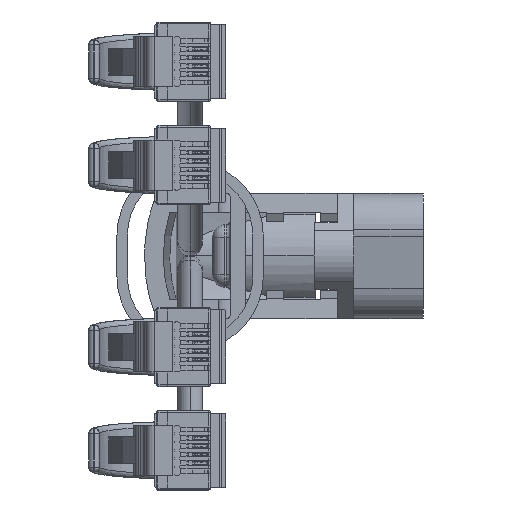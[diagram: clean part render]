
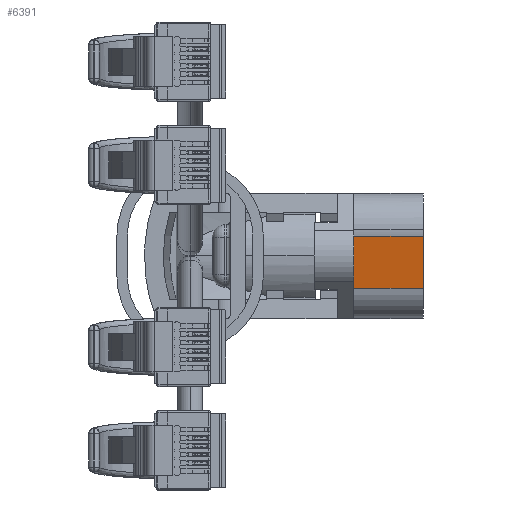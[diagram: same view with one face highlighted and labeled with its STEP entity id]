
A CAD part, left-side view. The second image highlights one B-rep face of the part: STEP entity #6391.
In plain terms, the highlighted face is planar.
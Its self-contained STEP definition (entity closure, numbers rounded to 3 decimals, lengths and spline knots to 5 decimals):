
#2858 = DIRECTION ( 'NONE',  ( -0.174, 0.985, 0. ) ) ;
#2860 = DIRECTION ( 'NONE',  ( 0.985, 0.174, 0. ) ) ;
#2863 = PLANE ( 'NONE',  #3422 ) ;
#2870 = CARTESIAN_POINT ( 'NONE',  ( -1.31978, 0.09438, 0.33402 ) ) ;
#3422 = AXIS2_PLACEMENT_3D ( 'NONE', #2870, #2860, #2858 ) ;
#6391 = ADVANCED_FACE ( 'NONE', ( #34994 ), #2863, .F. ) ;
#7281 = EDGE_CURVE ( 'NONE', #10456, #12090, #31031, .T. ) ;
#7292 = EDGE_CURVE ( 'NONE', #12090, #12047, #31076, .T. ) ;
#7308 = EDGE_CURVE ( 'NONE', #10464, #12047, #31166, .T. ) ;
#10456 = VERTEX_POINT ( 'NONE', #20881 ) ;
#10464 = VERTEX_POINT ( 'NONE', #20885 ) ;
#11261 = EDGE_LOOP ( 'NONE', ( #39663, #39664, #39665, #39666 ) ) ;
#12047 = VERTEX_POINT ( 'NONE', #41700 ) ;
#12090 = VERTEX_POINT ( 'NONE', #41743 ) ;
#14738 = EDGE_CURVE ( 'NONE', #10456, #10464, #22592, .T. ) ;
#15945 = CARTESIAN_POINT ( 'NONE',  ( -1.31978, 0.09438, 0.33402 ) ) ;
#15946 = DIRECTION ( 'NONE',  ( 0.174, -0.985, 0. ) ) ;
#15975 = CARTESIAN_POINT ( 'NONE',  ( -1.27577, -0.15523, 0.33402 ) ) ;
#15980 = DIRECTION ( 'NONE',  ( 0., 0., -1. ) ) ;
#16008 = CARTESIAN_POINT ( 'NONE',  ( -1.31978, 0.09438, 0. ) ) ;
#16009 = DIRECTION ( 'NONE',  ( 0.174, -0.985, 0. ) ) ;
#20881 = CARTESIAN_POINT ( 'NONE',  ( -1.31978, 0.09438, 0.33402 ) ) ;
#20885 = CARTESIAN_POINT ( 'NONE',  ( -1.31978, 0.09438, 0. ) ) ;
#22592 = LINE ( 'NONE', #24661, #22594 ) ;
#22594 = VECTOR ( 'NONE', #24657, 39.37008 ) ;
#24657 = DIRECTION ( 'NONE',  ( 0., 0., -1. ) ) ;
#24661 = CARTESIAN_POINT ( 'NONE',  ( -1.31978, 0.09438, 0.33402 ) ) ;
#31031 = LINE ( 'NONE', #15945, #31037 ) ;
#31037 = VECTOR ( 'NONE', #15946, 39.37008 ) ;
#31076 = LINE ( 'NONE', #15975, #31088 ) ;
#31088 = VECTOR ( 'NONE', #15980, 39.37008 ) ;
#31166 = LINE ( 'NONE', #16008, #31172 ) ;
#31172 = VECTOR ( 'NONE', #16009, 39.37008 ) ;
#34994 = FACE_OUTER_BOUND ( 'NONE', #11261, .T. ) ;
#39663 = ORIENTED_EDGE ( 'NONE', *, *, #7308, .T. ) ;
#39664 = ORIENTED_EDGE ( 'NONE', *, *, #7292, .F. ) ;
#39665 = ORIENTED_EDGE ( 'NONE', *, *, #7281, .F. ) ;
#39666 = ORIENTED_EDGE ( 'NONE', *, *, #14738, .T. ) ;
#41700 = CARTESIAN_POINT ( 'NONE',  ( -1.27577, -0.15523, 0. ) ) ;
#41743 = CARTESIAN_POINT ( 'NONE',  ( -1.27577, -0.15523, 0.33402 ) ) ;
